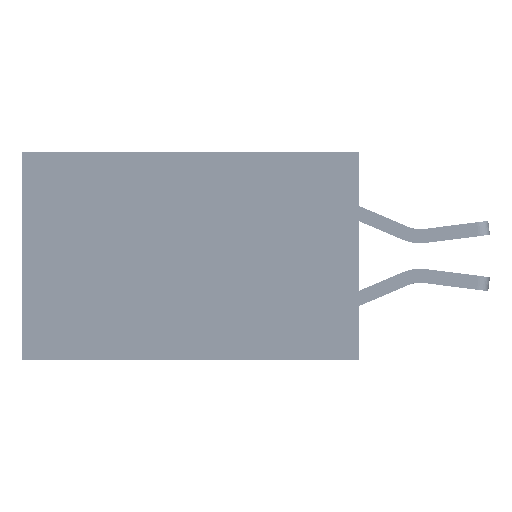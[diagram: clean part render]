
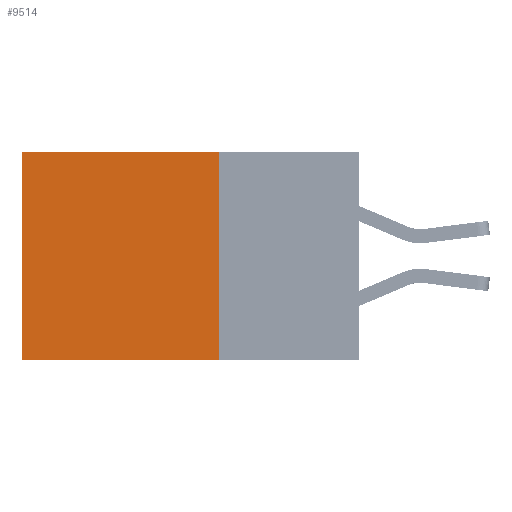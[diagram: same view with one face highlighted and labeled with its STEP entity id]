
A CAD part, left-side view. The second image highlights one B-rep face of the part: STEP entity #9514.
In plain terms, the highlighted planar face has unit normal (-1, 0, 0).
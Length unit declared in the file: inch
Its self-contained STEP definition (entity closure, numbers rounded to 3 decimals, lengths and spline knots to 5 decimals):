
#3376 = EDGE_CURVE ( 'NONE', #4141, #40017, #10827, .T. ) ;
#3887 = CARTESIAN_POINT ( 'NONE',  ( 0.2875, 0.6, -0.37 ) ) ;
#4141 = VERTEX_POINT ( 'NONE', #25184 ) ;
#6882 = FACE_OUTER_BOUND ( 'NONE', #45749, .T. ) ;
#8440 = CARTESIAN_POINT ( 'NONE',  ( 0.2875, 0.25, 0. ) ) ;
#9514 = ADVANCED_FACE ( 'NONE', ( #6882 ), #25851, .F. ) ;
#9724 = CARTESIAN_POINT ( 'NONE',  ( 0.2875, 0.6, 0. ) ) ;
#10147 = VECTOR ( 'NONE', #18558, 39.37008 ) ;
#10827 = LINE ( 'NONE', #41288, #10147 ) ;
#10883 = CARTESIAN_POINT ( 'NONE',  ( 0.2875, 0.25, 0. ) ) ;
#12461 = VERTEX_POINT ( 'NONE', #8440 ) ;
#14516 = DIRECTION ( 'NONE',  ( 0., 1., 0. ) ) ;
#14713 = VECTOR ( 'NONE', #48006, 39.37008 ) ;
#16305 = VECTOR ( 'NONE', #25913, 39.37008 ) ;
#17193 = LINE ( 'NONE', #9724, #16305 ) ;
#17588 = AXIS2_PLACEMENT_3D ( 'NONE', #10883, #25604, #22108 ) ;
#18242 = CARTESIAN_POINT ( 'NONE',  ( 0.2875, 0.25, 0. ) ) ;
#18244 = ORIENTED_EDGE ( 'NONE', *, *, #3376, .F. ) ;
#18558 = DIRECTION ( 'NONE',  ( 0., 1., 0. ) ) ;
#19963 = EDGE_CURVE ( 'NONE', #31049, #40017, #17193, .T. ) ;
#21501 = LINE ( 'NONE', #18242, #44588 ) ;
#21706 = ORIENTED_EDGE ( 'NONE', *, *, #19963, .T. ) ;
#21764 = EDGE_CURVE ( 'NONE', #12461, #4141, #32766, .T. ) ;
#22108 = DIRECTION ( 'NONE',  ( 0., 0., -1. ) ) ;
#25184 = CARTESIAN_POINT ( 'NONE',  ( 0.2875, 0.25, -0.37 ) ) ;
#25604 = DIRECTION ( 'NONE',  ( 1., 0., 0. ) ) ;
#25851 = PLANE ( 'NONE',  #17588 ) ;
#25913 = DIRECTION ( 'NONE',  ( 0., 0., -1. ) ) ;
#31049 = VERTEX_POINT ( 'NONE', #47016 ) ;
#32766 = LINE ( 'NONE', #36499, #14713 ) ;
#33043 = ORIENTED_EDGE ( 'NONE', *, *, #47247, .T. ) ;
#36499 = CARTESIAN_POINT ( 'NONE',  ( 0.2875, 0.25, 0. ) ) ;
#40017 = VERTEX_POINT ( 'NONE', #3887 ) ;
#41288 = CARTESIAN_POINT ( 'NONE',  ( 0.2875, 0.25, -0.37 ) ) ;
#44588 = VECTOR ( 'NONE', #14516, 39.37008 ) ;
#45518 = ORIENTED_EDGE ( 'NONE', *, *, #21764, .F. ) ;
#45749 = EDGE_LOOP ( 'NONE', ( #21706, #18244, #45518, #33043 ) ) ;
#47016 = CARTESIAN_POINT ( 'NONE',  ( 0.2875, 0.6, 0. ) ) ;
#47247 = EDGE_CURVE ( 'NONE', #12461, #31049, #21501, .T. ) ;
#48006 = DIRECTION ( 'NONE',  ( 0., 0., -1. ) ) ;
